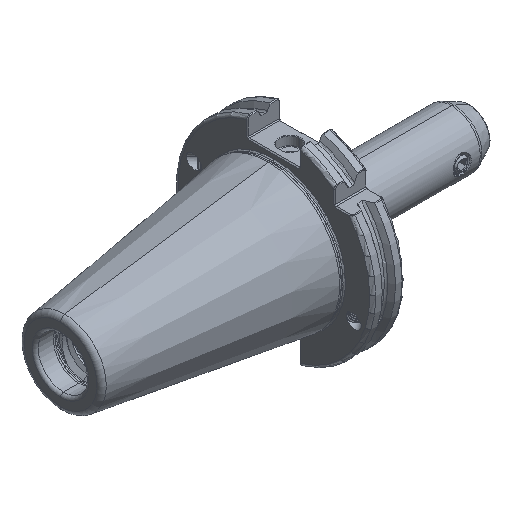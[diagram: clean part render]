
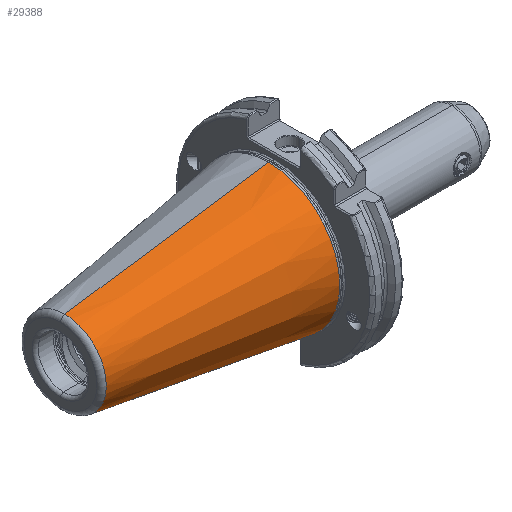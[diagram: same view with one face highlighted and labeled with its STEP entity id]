
A CAD part, isometric view. The second image highlights one B-rep face of the part: STEP entity #29388.
In plain terms, the highlighted conical face has half-angle 8.297 degrees and reference radius 35.392 mm.
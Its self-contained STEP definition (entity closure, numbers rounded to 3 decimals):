
#9 = VERTEX_POINT ( 'NONE', #24633 ) ;
#29 = VERTEX_POINT ( 'NONE', #24623 ) ;
#1845 = VERTEX_POINT ( 'NONE', #24676 ) ;
#1861 = VERTEX_POINT ( 'NONE', #24703 ) ;
#2203 = DIRECTION ( 'NONE',  ( 0., 0., -1. ) ) ;
#2217 = DIRECTION ( 'NONE',  ( 1., 0., 0. ) ) ;
#2280 = CARTESIAN_POINT ( 'NONE',  ( 0., 0., 0. ) ) ;
#5477 = CARTESIAN_POINT ( 'NONE',  ( 0., 0., 35.392 ) ) ;
#5489 = DIRECTION ( 'NONE',  ( 0.99, 0., 0.144 ) ) ;
#5545 = CARTESIAN_POINT ( 'NONE',  ( 0., 0., -35.392 ) ) ;
#5589 = DIRECTION ( 'NONE',  ( 0.99, 0., -0.144 ) ) ;
#5637 = DIRECTION ( 'NONE',  ( 1., 0., 0. ) ) ;
#5639 = DIRECTION ( 'NONE',  ( 0., 1., 0. ) ) ;
#5667 = CARTESIAN_POINT ( 'NONE',  ( -2.5, 0., 0. ) ) ;
#7124 = DIRECTION ( 'NONE',  ( 1., 0., 0. ) ) ;
#7138 = DIRECTION ( 'NONE',  ( 1., 0., 0. ) ) ;
#7139 = DIRECTION ( 'NONE',  ( 0., 0., 1. ) ) ;
#7142 = CARTESIAN_POINT ( 'NONE',  ( -2.5, 0., 0. ) ) ;
#7156 = DIRECTION ( 'NONE',  ( 0., 1., 0. ) ) ;
#7161 = CARTESIAN_POINT ( 'NONE',  ( -102.811, 0., 0. ) ) ;
#11341 = EDGE_CURVE ( 'NONE', #9, #1845, #25288, .T. ) ;
#11371 = EDGE_CURVE ( 'NONE', #29, #26829, #24767, .T. ) ;
#11382 = EDGE_CURVE ( 'NONE', #1845, #1861, #24801, .T. ) ;
#14026 = EDGE_CURVE ( 'NONE', #9, #29, #25058, .T. ) ;
#14030 = EDGE_CURVE ( 'NONE', #1861, #26829, #25077, .T. ) ;
#14560 = AXIS2_PLACEMENT_3D ( 'NONE', #2280, #2217, #2203 ) ;
#16255 = FACE_OUTER_BOUND ( 'NONE', #24270, .T. ) ;
#16311 = CONICAL_SURFACE ( 'NONE', #14560, 35.392, 0.145 ) ;
#17010 = CARTESIAN_POINT ( 'NONE',  ( -2.5, 0., -35.027 ) ) ;
#23879 = ORIENTED_EDGE ( 'NONE', *, *, #14030, .F. ) ;
#23897 = ORIENTED_EDGE ( 'NONE', *, *, #11382, .F. ) ;
#23915 = ORIENTED_EDGE ( 'NONE', *, *, #11341, .F. ) ;
#23931 = ORIENTED_EDGE ( 'NONE', *, *, #11371, .T. ) ;
#23998 = ORIENTED_EDGE ( 'NONE', *, *, #14026, .T. ) ;
#24270 = EDGE_LOOP ( 'NONE', ( #23915, #23998, #23931, #23879, #23897 ) ) ;
#24623 = CARTESIAN_POINT ( 'NONE',  ( -102.811, 0., -20.399 ) ) ;
#24633 = CARTESIAN_POINT ( 'NONE',  ( -102.811, 0., 20.399 ) ) ;
#24676 = CARTESIAN_POINT ( 'NONE',  ( -2.5, 0., 35.027 ) ) ;
#24703 = CARTESIAN_POINT ( 'NONE',  ( -2.5, -35.027, 0. ) ) ;
#24767 = LINE ( 'NONE', #5545, #24795 ) ;
#24795 = VECTOR ( 'NONE', #5589, 1000. ) ;
#24801 = CIRCLE ( 'NONE', #26772, 35.027 ) ;
#25058 = CIRCLE ( 'NONE', #26255, 20.399 ) ;
#25077 = CIRCLE ( 'NONE', #26182, 35.027 ) ;
#25276 = VECTOR ( 'NONE', #5489, 1000. ) ;
#25288 = LINE ( 'NONE', #5477, #25276 ) ;
#26182 = AXIS2_PLACEMENT_3D ( 'NONE', #7142, #7124, #7156 ) ;
#26255 = AXIS2_PLACEMENT_3D ( 'NONE', #7161, #7138, #7139 ) ;
#26772 = AXIS2_PLACEMENT_3D ( 'NONE', #5667, #5637, #5639 ) ;
#26829 = VERTEX_POINT ( 'NONE', #17010 ) ;
#29388 = ADVANCED_FACE ( 'NONE', ( #16255 ), #16311, .T. ) ;
